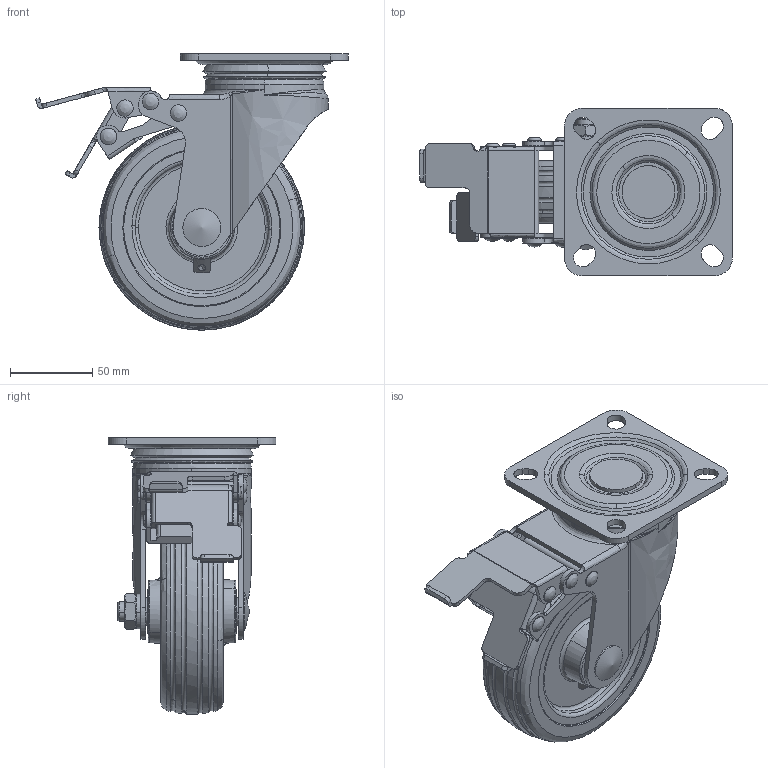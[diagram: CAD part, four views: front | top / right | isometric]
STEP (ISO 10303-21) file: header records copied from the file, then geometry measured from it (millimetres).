
FILE_DESCRIPTION((''),'2;1');
FILE_NAME('','2008-05-03T14:49:17',(''),(''),'','CADfix','');
FILE_SCHEMA(('AUTOMOTIVE_DESIGN { 1 0 10303 214 1 1 1 1 }'));
Length unit declared in the file: millimetre
Bounding box: 189.97 x 102 x 167.88 mm (x, y, z)
Volume: 556067.4 mm3; surface area: 148619 mm2
Topology: 5 solids, 43 shells, 493 faces, 1675 edges, 1214 vertices
Faces by surface type: bspline 493
Entity records: 26346 total; most frequent: CARTESIAN_POINT 17353, ORIENTED_EDGE 2972, EDGE_CURVE 1654, VERTEX_POINT 1214, EDGE_LOOP 570, QUASI_UNIFORM_CURVE 502, FACE_OUTER_BOUND 493, ADVANCED_FACE 493
